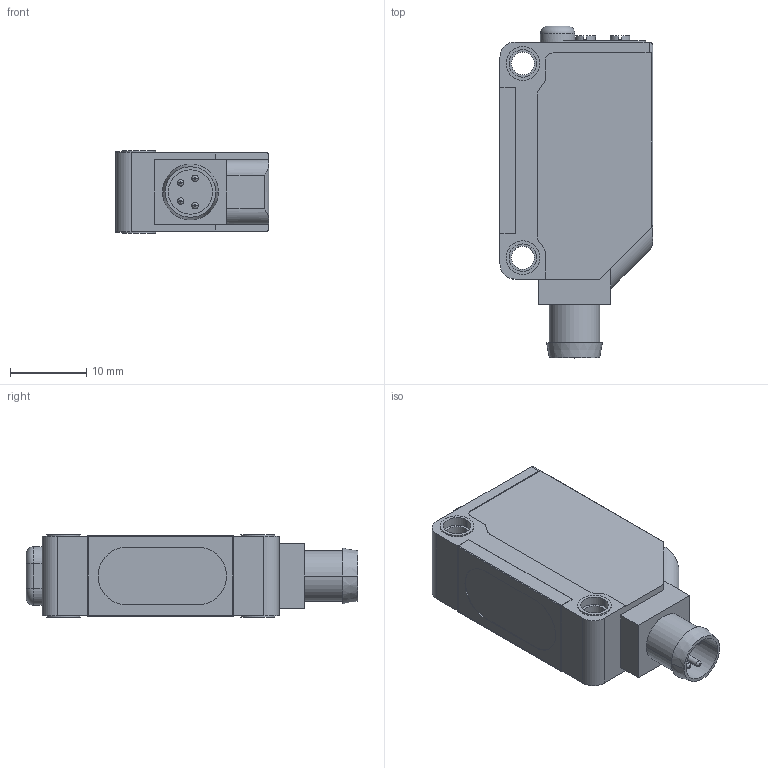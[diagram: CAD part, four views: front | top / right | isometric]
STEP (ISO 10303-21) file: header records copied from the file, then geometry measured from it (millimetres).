
FILE_DESCRIPTION (( 'STEP AP203' ), '1' );
FILE_NAME ('OMRON E3Z-R66_LOT 25814M step.STEP', '2025-10-16T04:31:18', ( '' ), ( '' ), 'SwSTEP 2.0', 'SolidWorks 2025', '' );
FILE_SCHEMA (( 'CONFIG_CONTROL_DESIGN' ));
Length unit declared in the file: millimetre
Products named in the file (1): OMRON E3Z-R66_LOT 25814M step
Bounding box: 20.1 x 43.4 x 10.8 mm (x, y, z)
Volume: 6467.4 mm3; surface area: 2966.2 mm2
Topology: 1 solids, 1 shells, 527 faces, 1370 edges, 905 vertices
Faces by surface type: plane 301, bspline 135, cylinder 78, torus 11, cone 2
Entity records: 23807 total; most frequent: CARTESIAN_POINT 11596, ORIENTED_EDGE 2740, DIRECTION 2044, EDGE_CURVE 1370, VECTOR 914, LINE 914, VERTEX_POINT 905, EDGE_LOOP 591
